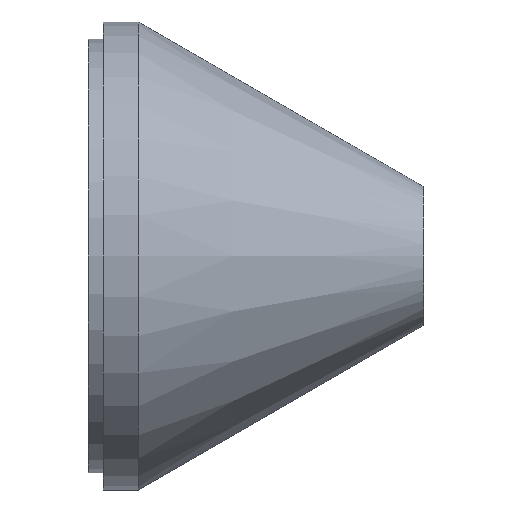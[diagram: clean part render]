
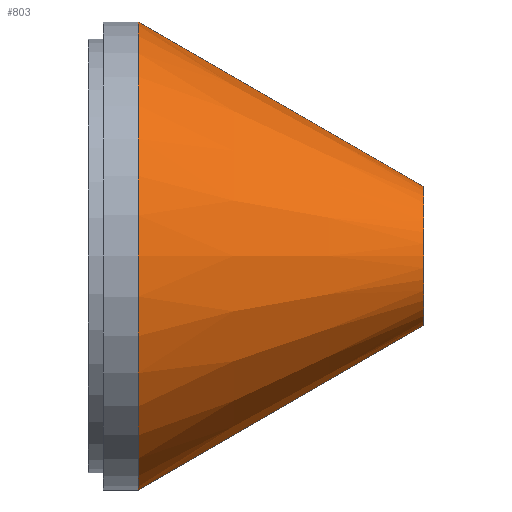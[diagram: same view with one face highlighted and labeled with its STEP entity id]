
A CAD part, front view. The second image highlights one B-rep face of the part: STEP entity #803.
In plain terms, the highlighted conical face has half-angle 30 degrees and reference radius 8 mm.
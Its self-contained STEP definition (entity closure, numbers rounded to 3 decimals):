
#24 = CARTESIAN_POINT ( 'NONE',  ( 5.791, 0., 27. ) ) ;
#119 = CARTESIAN_POINT ( 'NONE',  ( 38.7, 0., -8. ) ) ;
#166 = EDGE_CURVE ( 'NONE', #931, #551, #204, .T. ) ;
#176 = CARTESIAN_POINT ( 'NONE',  ( 38.7, 0., 8. ) ) ;
#182 = ORIENTED_EDGE ( 'NONE', *, *, #166, .F. ) ;
#200 = EDGE_CURVE ( 'NONE', #551, #837, #916, .T. ) ;
#204 = LINE ( 'NONE', #628, #720 ) ;
#224 = DIRECTION ( 'NONE',  ( -0.866, 0., 0.5 ) ) ;
#266 = CARTESIAN_POINT ( 'NONE',  ( 5.791, 0., 0. ) ) ;
#277 = VECTOR ( 'NONE', #224, 1000. ) ;
#403 = AXIS2_PLACEMENT_3D ( 'NONE', #440, #447, #534 ) ;
#425 = ORIENTED_EDGE ( 'NONE', *, *, #719, .T. ) ;
#433 = FACE_OUTER_BOUND ( 'NONE', #669, .T. ) ;
#440 = CARTESIAN_POINT ( 'NONE',  ( 38.7, 0., 0. ) ) ;
#447 = DIRECTION ( 'NONE',  ( -1., 0., 0. ) ) ;
#534 = DIRECTION ( 'NONE',  ( 0., 0., 1. ) ) ;
#549 = DIRECTION ( 'NONE',  ( -0.866, 0., -0.5 ) ) ;
#551 = VERTEX_POINT ( 'NONE', #999 ) ;
#622 = AXIS2_PLACEMENT_3D ( 'NONE', #768, #1039, #945 ) ;
#628 = CARTESIAN_POINT ( 'NONE',  ( 38.7, 0., -8. ) ) ;
#647 = ORIENTED_EDGE ( 'NONE', *, *, #868, .T. ) ;
#664 = LINE ( 'NONE', #744, #277 ) ;
#669 = EDGE_LOOP ( 'NONE', ( #182, #647, #425, #791 ) ) ;
#719 = EDGE_CURVE ( 'NONE', #818, #837, #664, .T. ) ;
#720 = VECTOR ( 'NONE', #549, 1000. ) ;
#742 = CIRCLE ( 'NONE', #403, 8. ) ;
#744 = CARTESIAN_POINT ( 'NONE',  ( 38.7, 0., 8. ) ) ;
#768 = CARTESIAN_POINT ( 'NONE',  ( 38.7, 0., 0. ) ) ;
#791 = ORIENTED_EDGE ( 'NONE', *, *, #200, .F. ) ;
#803 = ADVANCED_FACE ( 'NONE', ( #433 ), #1049, .T. ) ;
#818 = VERTEX_POINT ( 'NONE', #176 ) ;
#837 = VERTEX_POINT ( 'NONE', #24 ) ;
#868 = EDGE_CURVE ( 'NONE', #931, #818, #742, .T. ) ;
#916 = CIRCLE ( 'NONE', #1046, 27. ) ;
#931 = VERTEX_POINT ( 'NONE', #119 ) ;
#945 = DIRECTION ( 'NONE',  ( 0., 0., 1. ) ) ;
#951 = DIRECTION ( 'NONE',  ( -1., 0., 0. ) ) ;
#999 = CARTESIAN_POINT ( 'NONE',  ( 5.791, 0., -27. ) ) ;
#1039 = DIRECTION ( 'NONE',  ( -1., 0., 0. ) ) ;
#1046 = AXIS2_PLACEMENT_3D ( 'NONE', #266, #951, #1066 ) ;
#1049 = CONICAL_SURFACE ( 'NONE', #622, 8., 0.524 ) ;
#1066 = DIRECTION ( 'NONE',  ( 0., 0., 1. ) ) ;
